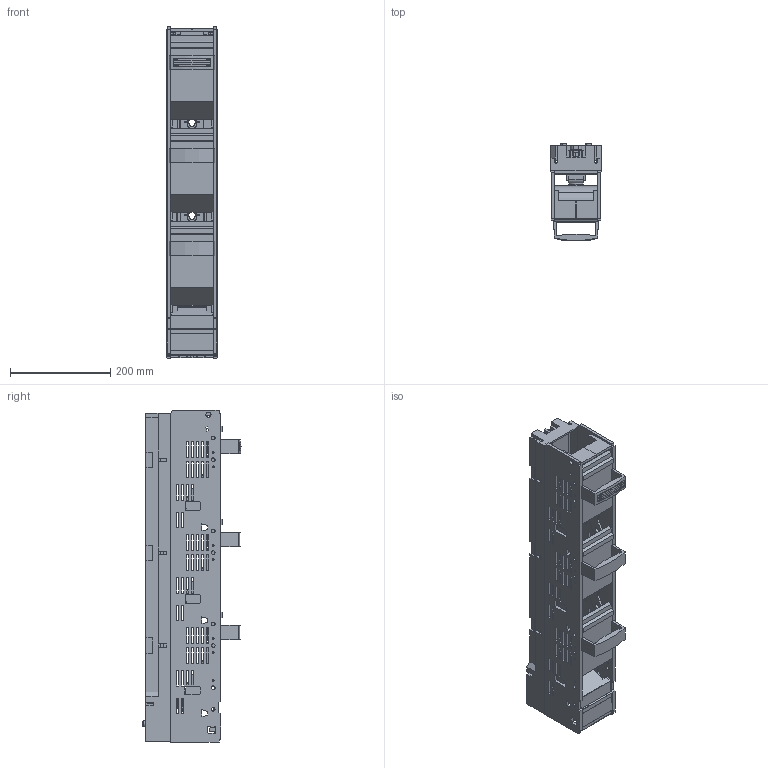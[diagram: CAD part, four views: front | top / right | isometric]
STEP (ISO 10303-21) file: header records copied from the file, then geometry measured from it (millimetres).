
FILE_DESCRIPTION(('CATIA V5 STEP'),'2;1');
FILE_NAME('L0586_NH_Wandlerlastschaltleiste_SL2_3x_3A_W.stp','2018-09-12T05:31:41+00:00',('none'),('Jean Müller GmbH'),'CATIA Version 5 Release 19 SP 9 (IN-10)','CATIA V5 STEP AP214','none');
FILE_SCHEMA(('AUTOMOTIVE_DESIGN { 1 0 10303 214 1 1 1 1 }'));
Products named in the file (1): L0586_NH-Wandlerlastschaltleiste
Bounding box: 100 x 195.26 x 661 mm (x, y, z)
Volume: 3030311.2 mm3; surface area: 992807.5 mm2
Topology: 8 solids, 8 shells, 2494 faces, 6766 edges, 4303 vertices
Faces by surface type: plane 2122, cylinder 222, bspline 100, cone 50
Entity records: 77854 total; most frequent: CARTESIAN_POINT 18711, ORIENTED_EDGE 13532, DIRECTION 9674, EDGE_CURVE 6766, VECTOR 5548, LINE 5548, VERTEX_POINT 4303, EDGE_LOOP 2873
